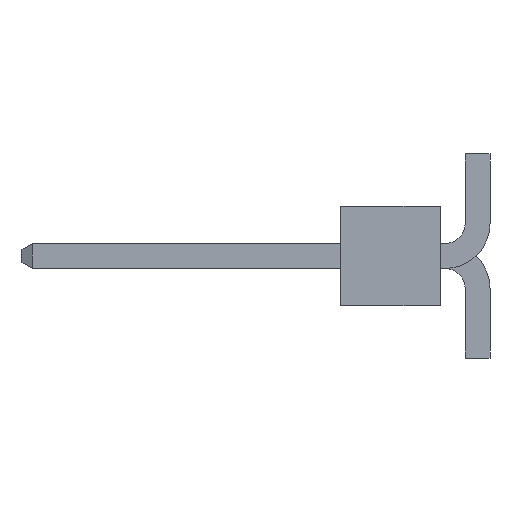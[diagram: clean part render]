
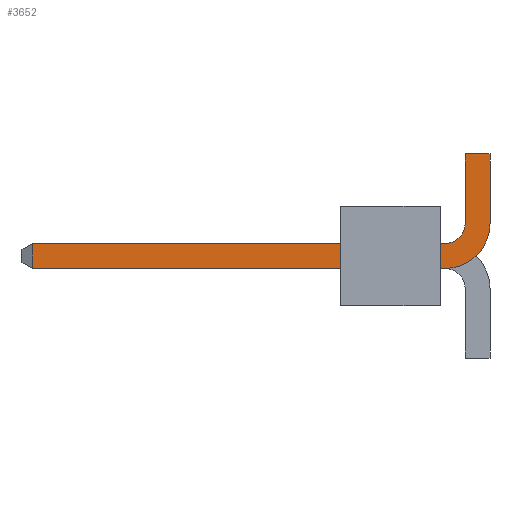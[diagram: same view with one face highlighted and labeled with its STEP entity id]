
A CAD part, left-side view. The second image highlights one B-rep face of the part: STEP entity #3652.
In plain terms, the highlighted planar face has unit normal (-1, 0, 0).
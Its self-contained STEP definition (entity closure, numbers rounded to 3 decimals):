
#103 = ORIENTED_EDGE ( 'NONE', *, *, #6282, .T. ) ;
#127 = DIRECTION ( 'NONE',  ( -1., 0., 0. ) ) ;
#128 = LINE ( 'NONE', #5831, #3374 ) ;
#358 = LINE ( 'NONE', #497, #1155 ) ;
#478 = LINE ( 'NONE', #4331, #2538 ) ;
#495 = ORIENTED_EDGE ( 'NONE', *, *, #1246, .F. ) ;
#497 = CARTESIAN_POINT ( 'NONE',  ( -7.938, 1.143, -0.318 ) ) ;
#527 = EDGE_CURVE ( 'NONE', #1784, #1576, #1327, .T. ) ;
#649 = CARTESIAN_POINT ( 'NONE',  ( -7.938, 2.667, -0.318 ) ) ;
#720 = CARTESIAN_POINT ( 'NONE',  ( -7.938, 0.635, 2.603 ) ) ;
#798 = VECTOR ( 'NONE', #4999, 1000. ) ;
#877 = CARTESIAN_POINT ( 'NONE',  ( -7.938, 1.143, -0.318 ) ) ;
#1033 = LINE ( 'NONE', #4416, #2854 ) ;
#1037 = EDGE_CURVE ( 'NONE', #2050, #1784, #128, .T. ) ;
#1147 = ORIENTED_EDGE ( 'NONE', *, *, #6338, .F. ) ;
#1155 = VECTOR ( 'NONE', #2998, 1000. ) ;
#1246 = EDGE_CURVE ( 'NONE', #5716, #6120, #358, .T. ) ;
#1258 = LINE ( 'NONE', #1840, #3697 ) ;
#1327 = LINE ( 'NONE', #2902, #4078 ) ;
#1385 = EDGE_CURVE ( 'NONE', #2642, #5412, #3830, .T. ) ;
#1393 = PLANE ( 'NONE',  #4315 ) ;
#1576 = VERTEX_POINT ( 'NONE', #4795 ) ;
#1677 = CARTESIAN_POINT ( 'NONE',  ( -7.938, 11.938, 0.318 ) ) ;
#1757 = CARTESIAN_POINT ( 'NONE',  ( -7.938, 0.635, 0.825 ) ) ;
#1784 = VERTEX_POINT ( 'NONE', #4523 ) ;
#1836 = DIRECTION ( 'NONE',  ( 0., 0., -1. ) ) ;
#1840 = CARTESIAN_POINT ( 'NONE',  ( -7.938, 11.938, 0.318 ) ) ;
#1848 = CARTESIAN_POINT ( 'NONE',  ( -7.938, 2.667, -0.368 ) ) ;
#1920 = DIRECTION ( 'NONE',  ( 0., 0., -1. ) ) ;
#1957 = ORIENTED_EDGE ( 'NONE', *, *, #6028, .F. ) ;
#2006 = VECTOR ( 'NONE', #4944, 1000. ) ;
#2050 = VERTEX_POINT ( 'NONE', #720 ) ;
#2086 = VERTEX_POINT ( 'NONE', #3044 ) ;
#2212 = CARTESIAN_POINT ( 'NONE',  ( -7.938, 1.143, 0.825 ) ) ;
#2377 = CARTESIAN_POINT ( 'NONE',  ( -7.938, 0., 0. ) ) ;
#2426 = ORIENTED_EDGE ( 'NONE', *, *, #1037, .F. ) ;
#2444 = EDGE_CURVE ( 'NONE', #6120, #4821, #6340, .T. ) ;
#2469 = AXIS2_PLACEMENT_3D ( 'NONE', #2212, #3212, #5749 ) ;
#2484 = VECTOR ( 'NONE', #5269, 1000. ) ;
#2494 = ORIENTED_EDGE ( 'NONE', *, *, #3101, .F. ) ;
#2503 = VERTEX_POINT ( 'NONE', #5392 ) ;
#2515 = ORIENTED_EDGE ( 'NONE', *, *, #1385, .F. ) ;
#2538 = VECTOR ( 'NONE', #3846, 1000. ) ;
#2589 = ORIENTED_EDGE ( 'NONE', *, *, #2997, .F. ) ;
#2642 = VERTEX_POINT ( 'NONE', #2994 ) ;
#2710 = DIRECTION ( 'NONE',  ( 0., 0., -1. ) ) ;
#2854 = VECTOR ( 'NONE', #2924, 1000. ) ;
#2855 = DIRECTION ( 'NONE',  ( 0., 0., -1. ) ) ;
#2902 = CARTESIAN_POINT ( 'NONE',  ( -7.938, 0., 2.603 ) ) ;
#2924 = DIRECTION ( 'NONE',  ( 0., -1., 0. ) ) ;
#2994 = CARTESIAN_POINT ( 'NONE',  ( -7.938, 11.678, 0.318 ) ) ;
#2997 = EDGE_CURVE ( 'NONE', #4821, #5031, #478, .T. ) ;
#2998 = DIRECTION ( 'NONE',  ( 0., 1., 0. ) ) ;
#3044 = CARTESIAN_POINT ( 'NONE',  ( -7.938, 2.54, 0.368 ) ) ;
#3047 = CARTESIAN_POINT ( 'NONE',  ( -7.938, 1.143, -0.318 ) ) ;
#3101 = EDGE_CURVE ( 'NONE', #5034, #2086, #1033, .T. ) ;
#3164 = EDGE_CURVE ( 'NONE', #6268, #2050, #5380, .T. ) ;
#3212 = DIRECTION ( 'NONE',  ( 1., 0., 0. ) ) ;
#3269 = CARTESIAN_POINT ( 'NONE',  ( -7.938, 2.667, -0.368 ) ) ;
#3280 = CARTESIAN_POINT ( 'NONE',  ( -7.938, 2.54, 0.318 ) ) ;
#3374 = VECTOR ( 'NONE', #5295, 1000. ) ;
#3389 = FACE_OUTER_BOUND ( 'NONE', #4799, .T. ) ;
#3489 = ORIENTED_EDGE ( 'NONE', *, *, #2444, .F. ) ;
#3495 = ORIENTED_EDGE ( 'NONE', *, *, #3648, .T. ) ;
#3565 = CARTESIAN_POINT ( 'NONE',  ( -7.938, 2.54, -0.318 ) ) ;
#3602 = ORIENTED_EDGE ( 'NONE', *, *, #4554, .F. ) ;
#3648 = EDGE_CURVE ( 'NONE', #2642, #2503, #4249, .T. ) ;
#3652 = ADVANCED_FACE ( 'NONE', ( #3389 ), #1393, .F. ) ;
#3679 = LINE ( 'NONE', #877, #3992 ) ;
#3697 = VECTOR ( 'NONE', #3864, 1000. ) ;
#3765 = VECTOR ( 'NONE', #4280, 1000. ) ;
#3772 = VECTOR ( 'NONE', #6059, 1000. ) ;
#3830 = LINE ( 'NONE', #1677, #2484 ) ;
#3846 = DIRECTION ( 'NONE',  ( 0., 1., 0. ) ) ;
#3864 = DIRECTION ( 'NONE',  ( 0., -1., 0. ) ) ;
#3992 = VECTOR ( 'NONE', #5933, 1000. ) ;
#4031 = EDGE_CURVE ( 'NONE', #5716, #1576, #4243, .T. ) ;
#4069 = LINE ( 'NONE', #3269, #3765 ) ;
#4078 = VECTOR ( 'NONE', #1920, 1000. ) ;
#4144 = AXIS2_PLACEMENT_3D ( 'NONE', #6188, #127, #2710 ) ;
#4188 = DIRECTION ( 'NONE',  ( 0., 0., -1. ) ) ;
#4206 = CARTESIAN_POINT ( 'NONE',  ( -7.938, 2.54, 0.368 ) ) ;
#4243 = CIRCLE ( 'NONE', #4144, 1.143 ) ;
#4249 = LINE ( 'NONE', #4384, #4407 ) ;
#4280 = DIRECTION ( 'NONE',  ( 0., 0., 1. ) ) ;
#4291 = VERTEX_POINT ( 'NONE', #5751 ) ;
#4315 = AXIS2_PLACEMENT_3D ( 'NONE', #2377, #5919, #2855 ) ;
#4331 = CARTESIAN_POINT ( 'NONE',  ( -7.938, 2.54, -0.368 ) ) ;
#4384 = CARTESIAN_POINT ( 'NONE',  ( -7.938, 11.678, 0. ) ) ;
#4407 = VECTOR ( 'NONE', #1836, 1000. ) ;
#4416 = CARTESIAN_POINT ( 'NONE',  ( -7.938, 2.667, 0.368 ) ) ;
#4474 = CARTESIAN_POINT ( 'NONE',  ( -7.938, 0.635, 0.825 ) ) ;
#4523 = CARTESIAN_POINT ( 'NONE',  ( -7.938, 0., 2.603 ) ) ;
#4554 = EDGE_CURVE ( 'NONE', #2086, #5908, #4683, .T. ) ;
#4683 = LINE ( 'NONE', #6463, #2006 ) ;
#4795 = CARTESIAN_POINT ( 'NONE',  ( -7.938, 0., 0.825 ) ) ;
#4799 = EDGE_LOOP ( 'NONE', ( #2515, #3495, #1957, #1147, #2589, #3489, #495, #5766, #6135, #2426, #5023, #103, #5863, #3602, #2494, #4866 ) ) ;
#4821 = VERTEX_POINT ( 'NONE', #5267 ) ;
#4866 = ORIENTED_EDGE ( 'NONE', *, *, #6109, .F. ) ;
#4944 = DIRECTION ( 'NONE',  ( 0., 0., -1. ) ) ;
#4999 = DIRECTION ( 'NONE',  ( 0., 0., 1. ) ) ;
#5023 = ORIENTED_EDGE ( 'NONE', *, *, #3164, .F. ) ;
#5031 = VERTEX_POINT ( 'NONE', #1848 ) ;
#5034 = VERTEX_POINT ( 'NONE', #6278 ) ;
#5101 = LINE ( 'NONE', #6080, #3772 ) ;
#5120 = CARTESIAN_POINT ( 'NONE',  ( -7.938, 2.667, 0.318 ) ) ;
#5267 = CARTESIAN_POINT ( 'NONE',  ( -7.938, 2.54, -0.368 ) ) ;
#5269 = DIRECTION ( 'NONE',  ( 0., -1., 0. ) ) ;
#5295 = DIRECTION ( 'NONE',  ( 0., -1., 0. ) ) ;
#5380 = LINE ( 'NONE', #4474, #798 ) ;
#5392 = CARTESIAN_POINT ( 'NONE',  ( -7.938, 11.678, -0.318 ) ) ;
#5412 = VERTEX_POINT ( 'NONE', #5120 ) ;
#5497 = CIRCLE ( 'NONE', #2469, 0.508 ) ;
#5680 = EDGE_CURVE ( 'NONE', #5908, #4291, #1258, .T. ) ;
#5716 = VERTEX_POINT ( 'NONE', #3047 ) ;
#5749 = DIRECTION ( 'NONE',  ( 0., 0., -1. ) ) ;
#5751 = CARTESIAN_POINT ( 'NONE',  ( -7.938, 1.143, 0.318 ) ) ;
#5766 = ORIENTED_EDGE ( 'NONE', *, *, #4031, .T. ) ;
#5831 = CARTESIAN_POINT ( 'NONE',  ( -7.938, 0.635, 2.603 ) ) ;
#5863 = ORIENTED_EDGE ( 'NONE', *, *, #5680, .F. ) ;
#5908 = VERTEX_POINT ( 'NONE', #3280 ) ;
#5919 = DIRECTION ( 'NONE',  ( 1., 0., 0. ) ) ;
#5933 = DIRECTION ( 'NONE',  ( 0., 1., 0. ) ) ;
#6017 = VECTOR ( 'NONE', #4188, 1000. ) ;
#6028 = EDGE_CURVE ( 'NONE', #6202, #2503, #3679, .T. ) ;
#6059 = DIRECTION ( 'NONE',  ( 0., 0., 1. ) ) ;
#6080 = CARTESIAN_POINT ( 'NONE',  ( -7.938, 2.667, -0.368 ) ) ;
#6109 = EDGE_CURVE ( 'NONE', #5412, #5034, #5101, .T. ) ;
#6120 = VERTEX_POINT ( 'NONE', #3565 ) ;
#6135 = ORIENTED_EDGE ( 'NONE', *, *, #527, .F. ) ;
#6188 = CARTESIAN_POINT ( 'NONE',  ( -7.938, 1.143, 0.825 ) ) ;
#6202 = VERTEX_POINT ( 'NONE', #649 ) ;
#6268 = VERTEX_POINT ( 'NONE', #1757 ) ;
#6278 = CARTESIAN_POINT ( 'NONE',  ( -7.938, 2.667, 0.368 ) ) ;
#6282 = EDGE_CURVE ( 'NONE', #6268, #4291, #5497, .T. ) ;
#6338 = EDGE_CURVE ( 'NONE', #5031, #6202, #4069, .T. ) ;
#6340 = LINE ( 'NONE', #4206, #6017 ) ;
#6463 = CARTESIAN_POINT ( 'NONE',  ( -7.938, 2.54, 0.368 ) ) ;
